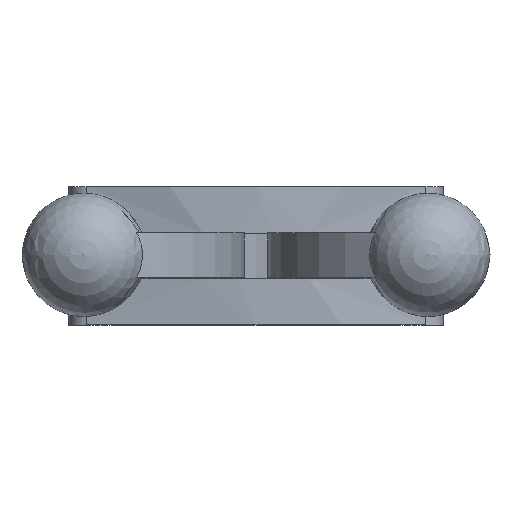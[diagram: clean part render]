
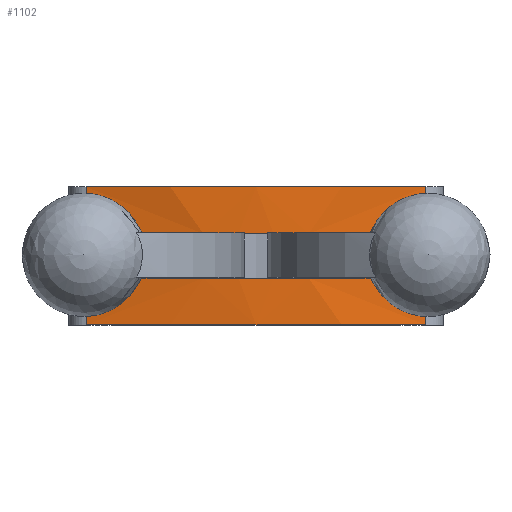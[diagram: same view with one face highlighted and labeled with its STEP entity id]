
A CAD part, top view. The second image highlights one B-rep face of the part: STEP entity #1102.
In plain terms, the highlighted cylindrical face has radius 27.564 mm (diameter 55.129 mm), a partial arc.
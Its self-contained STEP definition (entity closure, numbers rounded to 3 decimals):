
#25=CYLINDRICAL_SURFACE('',#1195,27.564);
#58=CIRCLE('',#1196,27.564);
#59=CIRCLE('',#1197,27.564);
#60=CIRCLE('',#1198,27.564);
#61=CIRCLE('',#1199,27.564);
#203=ORIENTED_EDGE('',*,*,#496,.T.);
#204=ORIENTED_EDGE('',*,*,#497,.F.);
#205=ORIENTED_EDGE('',*,*,#498,.T.);
#206=ORIENTED_EDGE('',*,*,#499,.F.);
#207=ORIENTED_EDGE('',*,*,#500,.F.);
#208=ORIENTED_EDGE('',*,*,#501,.F.);
#209=ORIENTED_EDGE('',*,*,#502,.T.);
#210=ORIENTED_EDGE('',*,*,#503,.T.);
#496=EDGE_CURVE('',#641,#642,#58,.F.);
#497=EDGE_CURVE('',#643,#642,#741,.T.);
#498=EDGE_CURVE('',#643,#644,#59,.F.);
#499=EDGE_CURVE('',#641,#644,#742,.F.);
#500=EDGE_CURVE('',#645,#646,#60,.T.);
#501=EDGE_CURVE('',#647,#645,#743,.T.);
#502=EDGE_CURVE('',#647,#648,#61,.T.);
#503=EDGE_CURVE('',#648,#646,#744,.T.);
#641=VERTEX_POINT('',#1818);
#642=VERTEX_POINT('',#1819);
#643=VERTEX_POINT('',#1821);
#644=VERTEX_POINT('',#1823);
#645=VERTEX_POINT('',#1826);
#646=VERTEX_POINT('',#1827);
#647=VERTEX_POINT('',#1829);
#648=VERTEX_POINT('',#1831);
#741=LINE('',#1820,#839);
#742=LINE('',#1824,#840);
#743=LINE('',#1828,#841);
#744=LINE('',#1832,#842);
#839=VECTOR('',#1387,1000.);
#840=VECTOR('',#1390,1000.);
#841=VECTOR('',#1393,1000.);
#842=VECTOR('',#1396,1000.);
#920=EDGE_LOOP('',(#203,#204,#205,#206));
#921=EDGE_LOOP('',(#207,#208,#209,#210));
#990=FACE_BOUND('',#920,.T.);
#991=FACE_BOUND('',#921,.T.);
#1102=ADVANCED_FACE('',(#990,#991),#25,.T.);
#1195=AXIS2_PLACEMENT_3D('',#1816,#1383,#1384);
#1196=AXIS2_PLACEMENT_3D('',#1817,#1385,#1386);
#1197=AXIS2_PLACEMENT_3D('',#1822,#1388,#1389);
#1198=AXIS2_PLACEMENT_3D('',#1825,#1391,#1392);
#1199=AXIS2_PLACEMENT_3D('',#1830,#1394,#1395);
#1383=DIRECTION('',(0.,1.,0.));
#1384=DIRECTION('',(0.,0.,1.));
#1385=DIRECTION('',(0.,-1.,0.));
#1386=DIRECTION('',(0.,0.,-1.));
#1387=DIRECTION('',(0.,1.,0.));
#1388=DIRECTION('',(0.,1.,0.));
#1389=DIRECTION('',(0.,0.,1.));
#1390=DIRECTION('',(0.,1.,0.));
#1391=DIRECTION('',(0.,1.,0.));
#1392=DIRECTION('',(1.,0.,0.));
#1393=DIRECTION('',(0.,1.,0.));
#1394=DIRECTION('',(0.,1.,0.));
#1395=DIRECTION('',(1.,0.,0.));
#1396=DIRECTION('',(0.,1.,0.));
#1816=CARTESIAN_POINT('',(0.,-2.95,-27.564));
#1817=CARTESIAN_POINT('',(0.,0.95,-27.564));
#1818=CARTESIAN_POINT('',(-2.25,0.95,-0.092));
#1819=CARTESIAN_POINT('',(2.25,0.95,-0.092));
#1820=CARTESIAN_POINT('',(2.25,-2.95,-0.092));
#1821=CARTESIAN_POINT('',(2.25,-0.95,-0.092));
#1822=CARTESIAN_POINT('',(0.,-0.95,-27.564));
#1823=CARTESIAN_POINT('',(-2.25,-0.95,-0.092));
#1824=CARTESIAN_POINT('',(-2.25,-2.95,-0.092));
#1825=CARTESIAN_POINT('',(0.,2.95,-27.564));
#1826=CARTESIAN_POINT('',(-7.264,2.95,-0.974));
#1827=CARTESIAN_POINT('',(7.264,2.95,-0.974));
#1828=CARTESIAN_POINT('',(-7.264,-2.95,-0.974));
#1829=CARTESIAN_POINT('',(-7.264,-2.95,-0.974));
#1830=CARTESIAN_POINT('',(0.,-2.95,-27.564));
#1831=CARTESIAN_POINT('',(7.264,-2.95,-0.974));
#1832=CARTESIAN_POINT('',(7.264,-2.95,-0.974));
